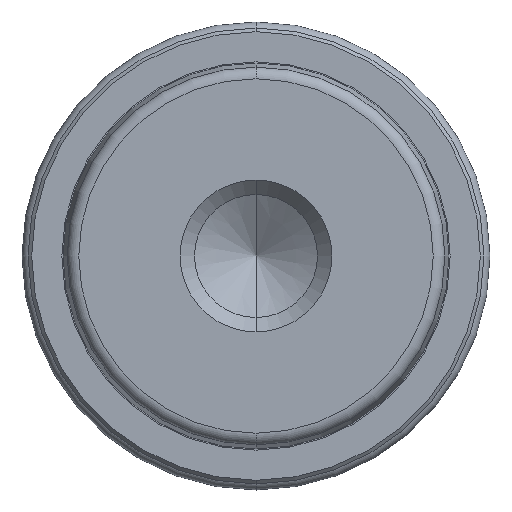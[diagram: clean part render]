
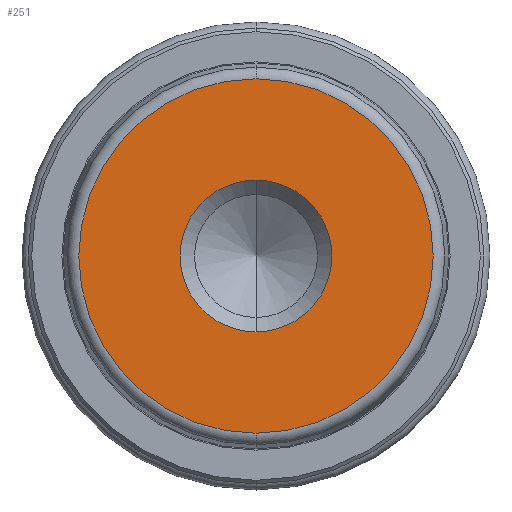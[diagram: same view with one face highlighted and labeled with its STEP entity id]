
A CAD part, front view. The second image highlights one B-rep face of the part: STEP entity #251.
In plain terms, the highlighted planar face has unit normal (0, -1, 0).
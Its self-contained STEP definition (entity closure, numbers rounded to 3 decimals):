
#87 = DIRECTION ( 'NONE',  ( 0., 1., 0. ) ) ;
#191 = DIRECTION ( 'NONE',  ( 0., 1., 0. ) ) ;
#219 = DIRECTION ( 'NONE',  ( 0., 1., 0. ) ) ;
#232 = FACE_OUTER_BOUND ( 'NONE', #1375, .T. ) ;
#251 = ADVANCED_FACE ( 'NONE', ( #232, #1346 ), #620, .F. ) ;
#255 = CARTESIAN_POINT ( 'NONE',  ( 0., 0., 0. ) ) ;
#293 = ORIENTED_EDGE ( 'NONE', *, *, #900, .F. ) ;
#418 = VERTEX_POINT ( 'NONE', #982 ) ;
#462 = CARTESIAN_POINT ( 'NONE',  ( 0., 0., 0. ) ) ;
#517 = DIRECTION ( 'NONE',  ( 0., 0., 1. ) ) ;
#579 = CARTESIAN_POINT ( 'NONE',  ( 0., 0., 6.3 ) ) ;
#605 = AXIS2_PLACEMENT_3D ( 'NONE', #1418, #219, #1330 ) ;
#620 = PLANE ( 'NONE',  #976 ) ;
#660 = EDGE_LOOP ( 'NONE', ( #1292, #787 ) ) ;
#661 = AXIS2_PLACEMENT_3D ( 'NONE', #462, #87, #1217 ) ;
#680 = AXIS2_PLACEMENT_3D ( 'NONE', #255, #191, #1131 ) ;
#730 = AXIS2_PLACEMENT_3D ( 'NONE', #1274, #1244, #517 ) ;
#747 = DIRECTION ( 'NONE',  ( 0., 1., 0. ) ) ;
#753 = EDGE_CURVE ( 'NONE', #1176, #1432, #1165, .T. ) ;
#778 = VERTEX_POINT ( 'NONE', #1019 ) ;
#787 = ORIENTED_EDGE ( 'NONE', *, *, #753, .T. ) ;
#834 = CIRCLE ( 'NONE', #605, 6.3 ) ;
#865 = CIRCLE ( 'NONE', #680, 14.697 ) ;
#869 = EDGE_CURVE ( 'NONE', #778, #418, #865, .T. ) ;
#900 = EDGE_CURVE ( 'NONE', #418, #778, #1483, .T. ) ;
#976 = AXIS2_PLACEMENT_3D ( 'NONE', #1491, #747, #1436 ) ;
#982 = CARTESIAN_POINT ( 'NONE',  ( 0., 0., -14.697 ) ) ;
#995 = EDGE_CURVE ( 'NONE', #1432, #1176, #834, .T. ) ;
#1019 = CARTESIAN_POINT ( 'NONE',  ( 0., 0., 14.697 ) ) ;
#1131 = DIRECTION ( 'NONE',  ( 0., 0., 1. ) ) ;
#1165 = CIRCLE ( 'NONE', #730, 6.3 ) ;
#1176 = VERTEX_POINT ( 'NONE', #579 ) ;
#1217 = DIRECTION ( 'NONE',  ( 0., 0., 1. ) ) ;
#1244 = DIRECTION ( 'NONE',  ( 0., 1., 0. ) ) ;
#1274 = CARTESIAN_POINT ( 'NONE',  ( 0., 0., 0. ) ) ;
#1292 = ORIENTED_EDGE ( 'NONE', *, *, #995, .T. ) ;
#1294 = ORIENTED_EDGE ( 'NONE', *, *, #869, .F. ) ;
#1330 = DIRECTION ( 'NONE',  ( 0., 0., 1. ) ) ;
#1346 = FACE_BOUND ( 'NONE', #660, .T. ) ;
#1375 = EDGE_LOOP ( 'NONE', ( #1294, #293 ) ) ;
#1418 = CARTESIAN_POINT ( 'NONE',  ( 0., 0., 0. ) ) ;
#1431 = CARTESIAN_POINT ( 'NONE',  ( 0., 0., -6.3 ) ) ;
#1432 = VERTEX_POINT ( 'NONE', #1431 ) ;
#1436 = DIRECTION ( 'NONE',  ( 0., 0., 1. ) ) ;
#1483 = CIRCLE ( 'NONE', #661, 14.697 ) ;
#1491 = CARTESIAN_POINT ( 'NONE',  ( 6.3, 0., 0. ) ) ;
